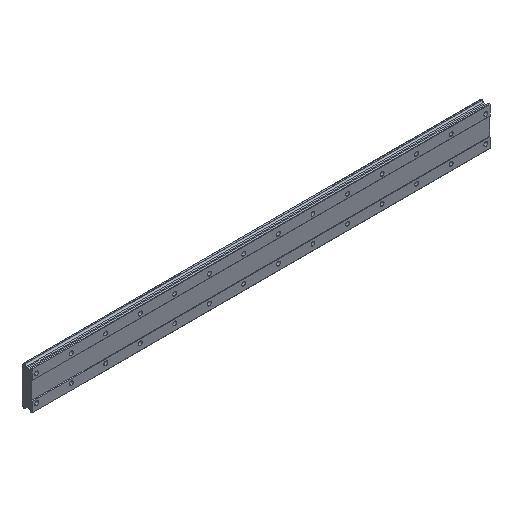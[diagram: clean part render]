
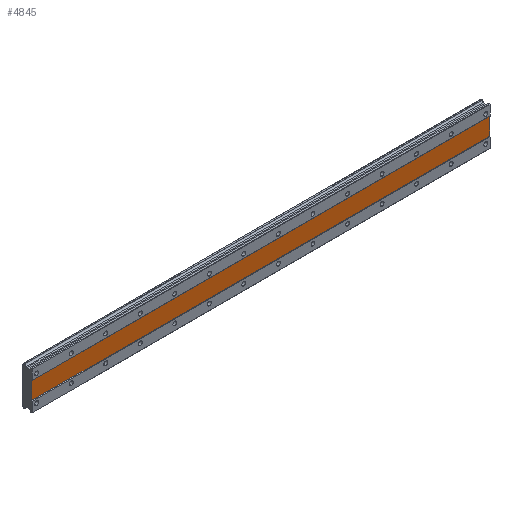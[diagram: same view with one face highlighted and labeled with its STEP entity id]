
A CAD part, isometric view. The second image highlights one B-rep face of the part: STEP entity #4845.
In plain terms, the highlighted planar face has unit normal (0, -1, 0).
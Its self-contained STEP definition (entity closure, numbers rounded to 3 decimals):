
#25 = CARTESIAN_POINT ( 'NONE',  ( 1050., 1., 44.91 ) ) ;
#37 = VECTOR ( 'NONE', #2258, 1000. ) ;
#145 = CARTESIAN_POINT ( 'NONE',  ( 1050., 1., -20. ) ) ;
#364 = PLANE ( 'NONE',  #2265 ) ;
#467 = LINE ( 'NONE', #25, #3717 ) ;
#564 = ORIENTED_EDGE ( 'NONE', *, *, #4897, .T. ) ;
#568 = DIRECTION ( 'NONE',  ( 0., 0., -1. ) ) ;
#710 = ORIENTED_EDGE ( 'NONE', *, *, #2093, .F. ) ;
#726 = LINE ( 'NONE', #4078, #2528 ) ;
#896 = EDGE_CURVE ( 'NONE', #3325, #2105, #1739, .T. ) ;
#1306 = CARTESIAN_POINT ( 'NONE',  ( 1050., 1., 20. ) ) ;
#1356 = ORIENTED_EDGE ( 'NONE', *, *, #896, .F. ) ;
#1409 = CARTESIAN_POINT ( 'NONE',  ( 1050., 1., 20. ) ) ;
#1492 = CARTESIAN_POINT ( 'NONE',  ( -10., 1., -20. ) ) ;
#1580 = DIRECTION ( 'NONE',  ( 0., 0., -1. ) ) ;
#1739 = LINE ( 'NONE', #1409, #37 ) ;
#2093 = EDGE_CURVE ( 'NONE', #2105, #5145, #467, .T. ) ;
#2105 = VERTEX_POINT ( 'NONE', #1306 ) ;
#2159 = DIRECTION ( 'NONE',  ( -1., 0., 0. ) ) ;
#2186 = LINE ( 'NONE', #145, #5263 ) ;
#2258 = DIRECTION ( 'NONE',  ( 1., 0., 0. ) ) ;
#2265 = AXIS2_PLACEMENT_3D ( 'NONE', #3670, #4929, #2818 ) ;
#2528 = VECTOR ( 'NONE', #1580, 1000. ) ;
#2750 = CARTESIAN_POINT ( 'NONE',  ( 1050., 1., -20. ) ) ;
#2818 = DIRECTION ( 'NONE',  ( 0., 0., 1. ) ) ;
#3158 = EDGE_CURVE ( 'NONE', #5145, #3596, #2186, .T. ) ;
#3198 = EDGE_LOOP ( 'NONE', ( #4601, #710, #1356, #564 ) ) ;
#3325 = VERTEX_POINT ( 'NONE', #4852 ) ;
#3596 = VERTEX_POINT ( 'NONE', #1492 ) ;
#3670 = CARTESIAN_POINT ( 'NONE',  ( 1050., 1., 20. ) ) ;
#3717 = VECTOR ( 'NONE', #568, 1000. ) ;
#3779 = FACE_OUTER_BOUND ( 'NONE', #3198, .T. ) ;
#4078 = CARTESIAN_POINT ( 'NONE',  ( -10., 1., 44.91 ) ) ;
#4601 = ORIENTED_EDGE ( 'NONE', *, *, #3158, .F. ) ;
#4845 = ADVANCED_FACE ( 'NONE', ( #3779 ), #364, .F. ) ;
#4852 = CARTESIAN_POINT ( 'NONE',  ( -10., 1., 20. ) ) ;
#4897 = EDGE_CURVE ( 'NONE', #3325, #3596, #726, .T. ) ;
#4929 = DIRECTION ( 'NONE',  ( 0., 1., 0. ) ) ;
#5145 = VERTEX_POINT ( 'NONE', #2750 ) ;
#5263 = VECTOR ( 'NONE', #2159, 1000. ) ;
